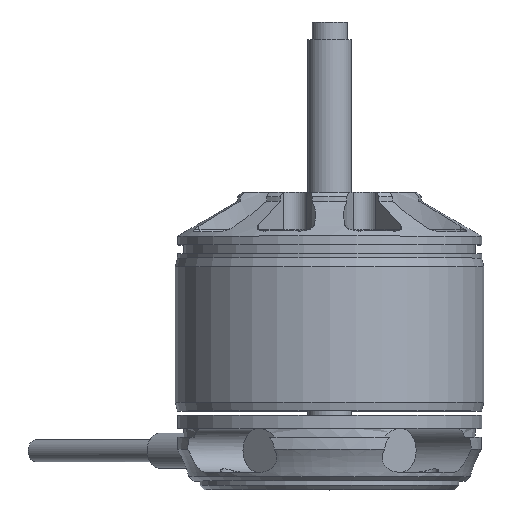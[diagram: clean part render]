
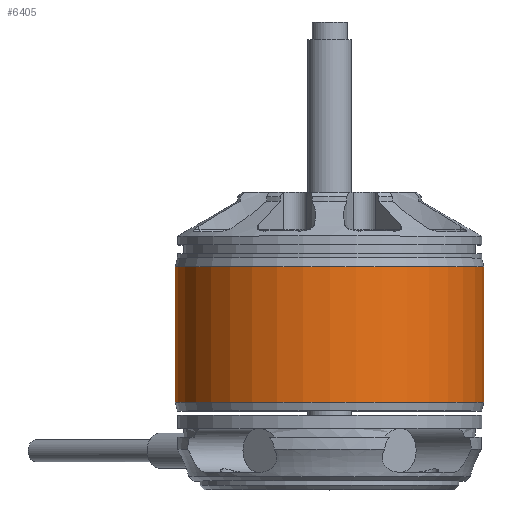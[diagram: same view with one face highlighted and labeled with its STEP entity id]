
A CAD part, top view. The second image highlights one B-rep face of the part: STEP entity #6405.
In plain terms, the highlighted cylindrical face has radius 17.65 mm (diameter 35.3 mm), a full revolution.
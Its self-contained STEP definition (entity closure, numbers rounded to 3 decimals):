
#541=LINE('',#11846,#921);
#921=VECTOR('',#8636,17.65);
#1173=CYLINDRICAL_SURFACE('',#7065,17.65);
#1477=FACE_OUTER_BOUND('',#1841,.T.);
#1841=EDGE_LOOP('',(#5431,#5432,#5433,#5434,#5435));
#2281=CIRCLE('',#7063,17.65);
#2282=CIRCLE('',#7064,17.65);
#2283=CIRCLE('',#7066,17.65);
#2851=VERTEX_POINT('',#11839);
#2852=VERTEX_POINT('',#11840);
#2853=VERTEX_POINT('',#11845);
#3740=EDGE_CURVE('',#2851,#2852,#2281,.T.);
#3741=EDGE_CURVE('',#2852,#2851,#2282,.T.);
#3743=EDGE_CURVE('',#2852,#2853,#541,.T.);
#3744=EDGE_CURVE('',#2853,#2853,#2283,.T.);
#5431=ORIENTED_EDGE('',*,*,#3740,.F.);
#5432=ORIENTED_EDGE('',*,*,#3741,.F.);
#5433=ORIENTED_EDGE('',*,*,#3743,.T.);
#5434=ORIENTED_EDGE('',*,*,#3744,.F.);
#5435=ORIENTED_EDGE('',*,*,#3743,.F.);
#6405=ADVANCED_FACE('',(#1477),#1173,.T.);
#7063=AXIS2_PLACEMENT_3D('',#11841,#8629,#8630);
#7064=AXIS2_PLACEMENT_3D('',#11842,#8631,#8632);
#7065=AXIS2_PLACEMENT_3D('',#11844,#8634,#8635);
#7066=AXIS2_PLACEMENT_3D('',#11847,#8637,#8638);
#8629=DIRECTION('center_axis',(0.,1.,0.));
#8630=DIRECTION('ref_axis',(-1.,0.,0.));
#8631=DIRECTION('center_axis',(0.,1.,0.));
#8632=DIRECTION('ref_axis',(-1.,0.,0.));
#8634=DIRECTION('center_axis',(0.,1.,0.));
#8635=DIRECTION('ref_axis',(1.,0.,0.));
#8636=DIRECTION('',(0.,-1.,0.));
#8637=DIRECTION('center_axis',(0.,-1.,0.));
#8638=DIRECTION('ref_axis',(1.,0.,0.));
#11839=CARTESIAN_POINT('',(17.65,25.5,0.));
#11840=CARTESIAN_POINT('',(-17.65,25.5,0.));
#11841=CARTESIAN_POINT('Origin',(0.,25.5,0.));
#11842=CARTESIAN_POINT('Origin',(0.,25.5,0.));
#11844=CARTESIAN_POINT('Origin',(0.,0.,0.));
#11845=CARTESIAN_POINT('',(-17.65,10.,0.));
#11846=CARTESIAN_POINT('',(-17.65,0.,0.));
#11847=CARTESIAN_POINT('Origin',(0.,10.,0.));
